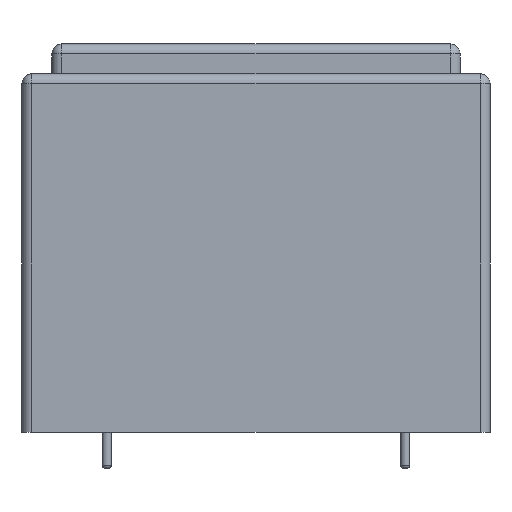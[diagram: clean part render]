
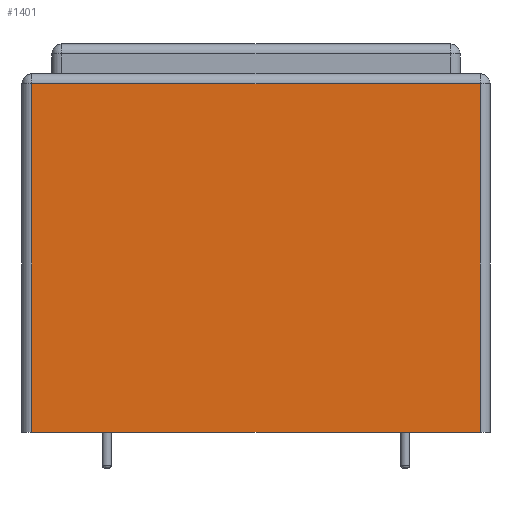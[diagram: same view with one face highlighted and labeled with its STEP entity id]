
A CAD part, front view. The second image highlights one B-rep face of the part: STEP entity #1401.
In plain terms, the highlighted planar face has unit normal (0, -1, 0).
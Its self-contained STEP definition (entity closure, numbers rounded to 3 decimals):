
#13=DIRECTION('',(0.,0.,1.));
#937=VECTOR('',#938,1.);
#938=DIRECTION('',(-1.,0.,0.));
#946=DIRECTION('',(0.,-1.,0.));
#984=VECTOR('',#13,1.);
#1246=VERTEX_POINT('',#1247);
#1247=CARTESIAN_POINT('',(37.5,-13.,35.1));
#1252=VERTEX_POINT('',#1253);
#1253=CARTESIAN_POINT('',(-7.5,-13.,35.1));
#1258=EDGE_CURVE('',#1246,#1252,#1259,.T.);
#1259=LINE('',#1247,#937);
#1401=ADVANCED_FACE('',(#1402),#1419,.T.);
#1402=FACE_BOUND('',#1403,.T.);
#1403=EDGE_LOOP('',(#1404,#1409,#1410,#1415));
#1404=ORIENTED_EDGE('',*,*,#1405,.T.);
#1405=EDGE_CURVE('',#1406,#1246,#1408,.T.);
#1406=VERTEX_POINT('',#1407);
#1407=CARTESIAN_POINT('',(37.5,-13.,0.1));
#1408=LINE('',#1407,#984);
#1409=ORIENTED_EDGE('',*,*,#1258,.T.);
#1410=ORIENTED_EDGE('',*,*,#1411,.F.);
#1411=EDGE_CURVE('',#1412,#1252,#1414,.T.);
#1412=VERTEX_POINT('',#1413);
#1413=CARTESIAN_POINT('',(-7.5,-13.,0.1));
#1414=LINE('',#1413,#984);
#1415=ORIENTED_EDGE('',*,*,#1416,.F.);
#1416=EDGE_CURVE('',#1406,#1412,#1417,.T.);
#1417=LINE('',#1418,#937);
#1418=CARTESIAN_POINT('',(38.5,-13.,0.1));
#1419=PLANE('',#1420);
#1420=AXIS2_PLACEMENT_3D('',#1418,#946,#938);
